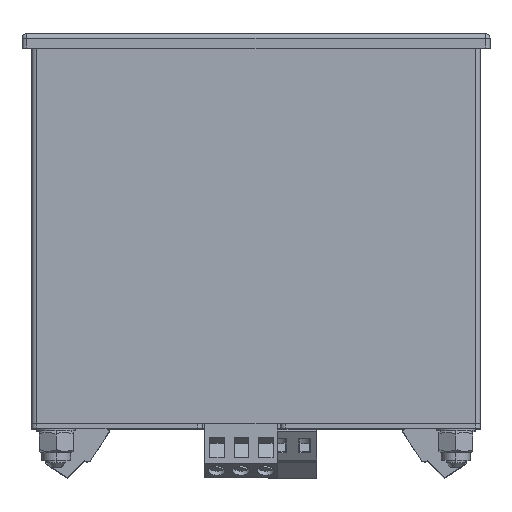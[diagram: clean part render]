
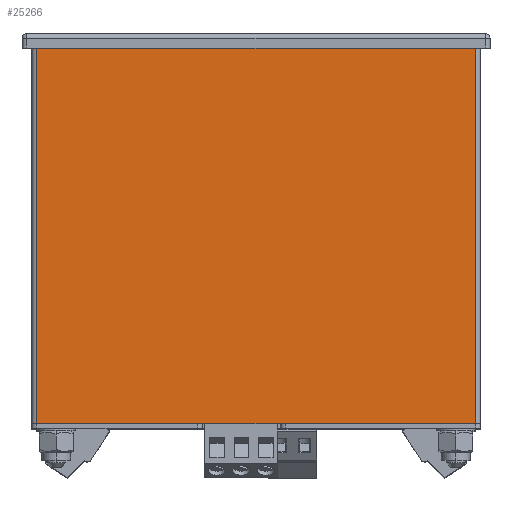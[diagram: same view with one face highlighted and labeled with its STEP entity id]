
A CAD part, top view. The second image highlights one B-rep face of the part: STEP entity #25266.
In plain terms, the highlighted planar face has unit normal (0, 0, 1).
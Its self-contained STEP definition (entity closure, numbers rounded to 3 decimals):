
#25149=CARTESIAN_POINT('',(45.,0.,46.));
#25150=VERTEX_POINT('',#25149);
#25151=CARTESIAN_POINT('',(-45.,0.,46.));
#25152=VERTEX_POINT('',#25151);
#25153=CARTESIAN_POINT('',(45.,0.,46.));
#25154=DIRECTION('',(-1.,0.,0.));
#25155=VECTOR('',#25154,90.);
#25156=LINE('',#25153,#25155);
#25157=EDGE_CURVE('',#25150,#25152,#25156,.T.);
#25236=CARTESIAN_POINT('',(46.,-77.,46.));
#25237=DIRECTION('',(0.,0.,-1.));
#25238=DIRECTION('',(-1.,0.,0.));
#25239=AXIS2_PLACEMENT_3D('',#25236,#25237,#25238);
#25240=PLANE('',#25239);
#25241=CARTESIAN_POINT('',(45.,-77.,46.));
#25242=VERTEX_POINT('',#25241);
#25243=CARTESIAN_POINT('',(-45.,-77.,46.));
#25244=VERTEX_POINT('',#25243);
#25245=CARTESIAN_POINT('',(45.,-77.,46.));
#25246=DIRECTION('',(-1.,0.,0.));
#25247=VECTOR('',#25246,90.);
#25248=LINE('',#25245,#25247);
#25249=EDGE_CURVE('',#25242,#25244,#25248,.T.);
#25250=ORIENTED_EDGE('',*,*,#25249,.F.);
#25251=CARTESIAN_POINT('',(45.,-77.,46.));
#25252=DIRECTION('',(0.,1.,0.));
#25253=VECTOR('',#25252,77.);
#25254=LINE('',#25251,#25253);
#25255=EDGE_CURVE('',#25242,#25150,#25254,.T.);
#25256=ORIENTED_EDGE('',*,*,#25255,.T.);
#25257=ORIENTED_EDGE('',*,*,#25157,.T.);
#25258=CARTESIAN_POINT('',(-45.,0.,46.));
#25259=DIRECTION('',(-0.,-1.,-0.));
#25260=VECTOR('',#25259,77.);
#25261=LINE('',#25258,#25260);
#25262=EDGE_CURVE('',#25152,#25244,#25261,.T.);
#25263=ORIENTED_EDGE('',*,*,#25262,.T.);
#25264=EDGE_LOOP('',(#25250,#25256,#25257,#25263));
#25265=FACE_BOUND('',#25264,.T.);
#25266=ADVANCED_FACE('',(#25265),#25240,.F.);
